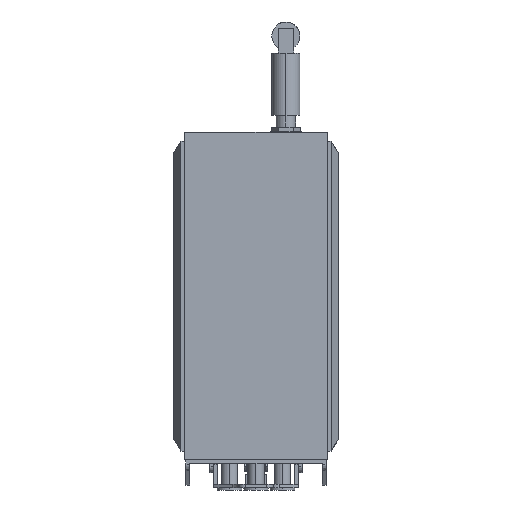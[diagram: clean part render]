
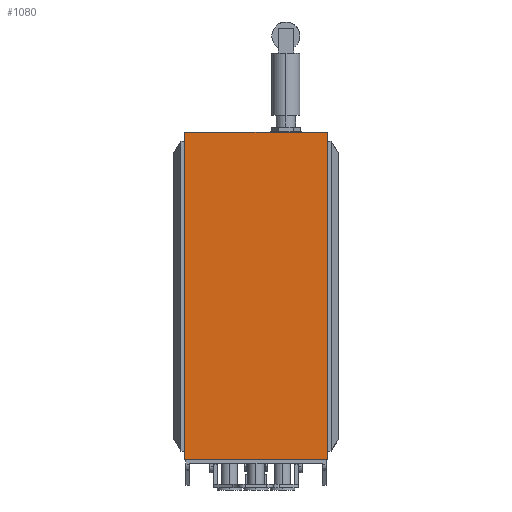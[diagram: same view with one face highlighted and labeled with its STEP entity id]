
A CAD part, front view. The second image highlights one B-rep face of the part: STEP entity #1080.
In plain terms, the highlighted planar face has unit normal (0, -1, 0).
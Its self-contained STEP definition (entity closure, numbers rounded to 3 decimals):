
#1060=AXIS2_PLACEMENT_3D('Plane Axis2P3D',#1057,#1058,#1059) ;
#241=CARTESIAN_POINT('Vertex',(3.527,6.5,114.8)) ;
#245=CARTESIAN_POINT('Control Point',(49.327,6.5,114.8)) ;
#246=CARTESIAN_POINT('Control Point',(3.527,6.5,114.8)) ;
#247=CARTESIAN_POINT('Vertex',(49.327,6.5,114.8)) ;
#1041=CARTESIAN_POINT('Vertex',(3.527,6.5,9.8)) ;
#1044=CARTESIAN_POINT('Line Origine',(3.527,6.5,62.3)) ;
#1057=CARTESIAN_POINT('Axis2P3D Location',(4.027,6.5,114.3)) ;
#1062=CARTESIAN_POINT('Line Origine',(26.427,6.5,9.8)) ;
#1066=CARTESIAN_POINT('Vertex',(49.327,6.5,9.8)) ;
#1069=CARTESIAN_POINT('Line Origine',(49.327,6.5,62.3)) ;
#1045=DIRECTION('Vector Direction',(0.,0.,1.)) ;
#1058=DIRECTION('Axis2P3D Direction',(0.,1.,0.)) ;
#1059=DIRECTION('Axis2P3D XDirection',(-1.,0.,0.)) ;
#1063=DIRECTION('Vector Direction',(1.,0.,0.)) ;
#1070=DIRECTION('Vector Direction',(0.,0.,-1.)) ;
#1046=VECTOR('Line Direction',#1045,1.) ;
#1064=VECTOR('Line Direction',#1063,1.) ;
#1071=VECTOR('Line Direction',#1070,1.) ;
#1075=ORIENTED_EDGE('',*,*,#1068,.F.) ;
#1076=ORIENTED_EDGE('',*,*,#1073,.F.) ;
#1077=ORIENTED_EDGE('',*,*,#249,.F.) ;
#1078=ORIENTED_EDGE('',*,*,#1048,.T.) ;
#1080=ADVANCED_FACE('GEHAEUSE',(#1079),#1061,.F.) ;
#244=B_SPLINE_CURVE_WITH_KNOTS('',1,(#245,#246),.UNSPECIFIED.,.F.,.U.,(2,2),(0.,45.8),.UNSPECIFIED.) ;
#249=EDGE_CURVE('',#242,#248,#244,.F.) ;
#1048=EDGE_CURVE('',#242,#1042,#1047,.F.) ;
#1068=EDGE_CURVE('',#1067,#1042,#1065,.F.) ;
#1073=EDGE_CURVE('',#248,#1067,#1072,.T.) ;
#1074=EDGE_LOOP('',(#1075,#1076,#1077,#1078)) ;
#1079=FACE_OUTER_BOUND('',#1074,.T.) ;
#1047=LINE('Line',#1044,#1046) ;
#1065=LINE('Line',#1062,#1064) ;
#1072=LINE('Line',#1069,#1071) ;
#1061=PLANE('',#1060) ;
#242=VERTEX_POINT('',#241) ;
#248=VERTEX_POINT('',#247) ;
#1042=VERTEX_POINT('',#1041) ;
#1067=VERTEX_POINT('',#1066) ;
